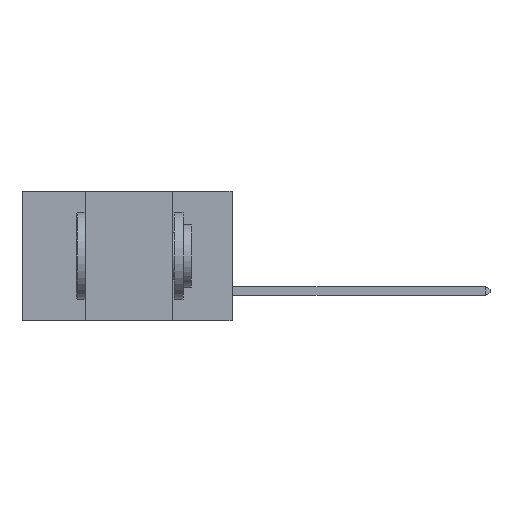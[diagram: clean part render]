
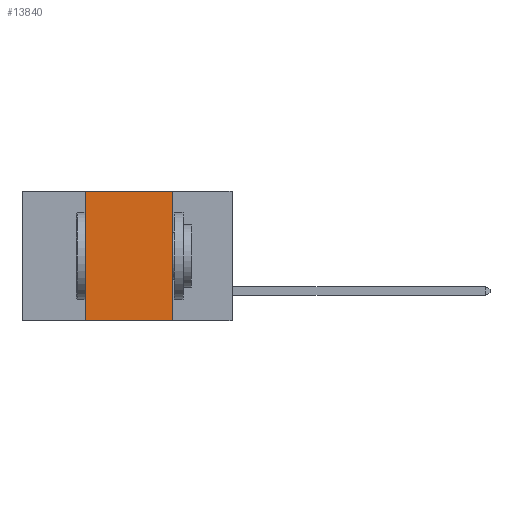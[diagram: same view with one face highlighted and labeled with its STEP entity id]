
A CAD part, left-side view. The second image highlights one B-rep face of the part: STEP entity #13840.
In plain terms, the highlighted planar face has unit normal (-1, 0, 0).
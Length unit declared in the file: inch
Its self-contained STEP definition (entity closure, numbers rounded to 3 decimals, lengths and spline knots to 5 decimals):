
#50 = VERTEX_POINT ( 'NONE', #5618 ) ;
#129 = EDGE_CURVE ( 'NONE', #6156, #4782, #6896, .T. ) ;
#384 = PLANE ( 'NONE',  #17351 ) ;
#925 = ORIENTED_EDGE ( 'NONE', *, *, #2216, .F. ) ;
#946 = ORIENTED_EDGE ( 'NONE', *, *, #12267, .F. ) ;
#1053 = ORIENTED_EDGE ( 'NONE', *, *, #129, .F. ) ;
#1097 = ORIENTED_EDGE ( 'NONE', *, *, #18040, .T. ) ;
#2216 = EDGE_CURVE ( 'NONE', #50, #5161, #18342, .T. ) ;
#2436 = EDGE_LOOP ( 'NONE', ( #925, #946, #1053, #1097 ) ) ;
#3482 = DIRECTION ( 'NONE',  ( 1., 0., 0. ) ) ;
#4782 = VERTEX_POINT ( 'NONE', #14796 ) ;
#4800 = LINE ( 'NONE', #5728, #8280 ) ;
#5161 = VERTEX_POINT ( 'NONE', #15021 ) ;
#5618 = CARTESIAN_POINT ( 'NONE',  ( 0., 0.17, 0. ) ) ;
#5728 = CARTESIAN_POINT ( 'NONE',  ( 0., 0.6, 0. ) ) ;
#6156 = VERTEX_POINT ( 'NONE', #13592 ) ;
#6896 = LINE ( 'NONE', #7327, #14468 ) ;
#7220 = DIRECTION ( 'NONE',  ( 0., 0., 1. ) ) ;
#7327 = CARTESIAN_POINT ( 'NONE',  ( 0., 0.42, 0. ) ) ;
#8280 = VECTOR ( 'NONE', #14300, 39.37008 ) ;
#10867 = CARTESIAN_POINT ( 'NONE',  ( 0., 0.6, 0. ) ) ;
#10959 = VECTOR ( 'NONE', #17166, 39.37008 ) ;
#11539 = VECTOR ( 'NONE', #12690, 39.37008 ) ;
#12267 = EDGE_CURVE ( 'NONE', #4782, #50, #4800, .T. ) ;
#12280 = FACE_OUTER_BOUND ( 'NONE', #2436, .T. ) ;
#12690 = DIRECTION ( 'NONE',  ( 0., -1., 0. ) ) ;
#13592 = CARTESIAN_POINT ( 'NONE',  ( 0., 0.42, -0.37 ) ) ;
#13678 = DIRECTION ( 'NONE',  ( 0., 0., -1. ) ) ;
#13840 = ADVANCED_FACE ( 'NONE', ( #12280 ), #384, .F. ) ;
#14300 = DIRECTION ( 'NONE',  ( 0., -1., 0. ) ) ;
#14468 = VECTOR ( 'NONE', #7220, 39.37008 ) ;
#14796 = CARTESIAN_POINT ( 'NONE',  ( 0., 0.42, 0. ) ) ;
#15021 = CARTESIAN_POINT ( 'NONE',  ( 0., 0.17, -0.37 ) ) ;
#15207 = LINE ( 'NONE', #18199, #11539 ) ;
#17166 = DIRECTION ( 'NONE',  ( 0., 0., -1. ) ) ;
#17302 = CARTESIAN_POINT ( 'NONE',  ( 0., 0.17, 0. ) ) ;
#17351 = AXIS2_PLACEMENT_3D ( 'NONE', #10867, #3482, #13678 ) ;
#18040 = EDGE_CURVE ( 'NONE', #6156, #5161, #15207, .T. ) ;
#18199 = CARTESIAN_POINT ( 'NONE',  ( 0., 0.6, -0.37 ) ) ;
#18342 = LINE ( 'NONE', #17302, #10959 ) ;
